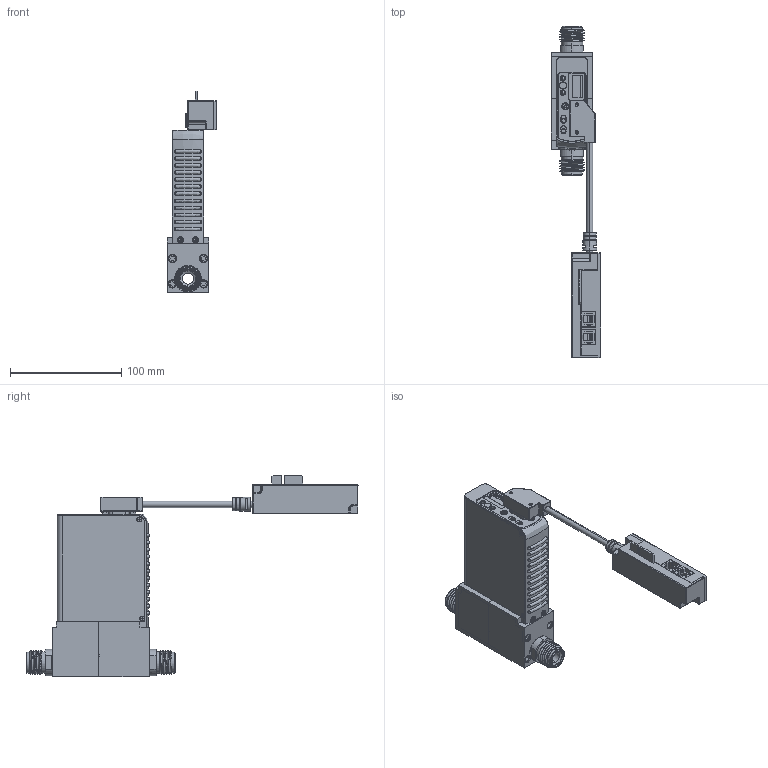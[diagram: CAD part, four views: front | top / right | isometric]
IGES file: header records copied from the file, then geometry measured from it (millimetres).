
Start section: SolidWorks IGES file using analytic representation for surfaces
Global section: file name: GF101-GF-121-GF126-V1-EX.IGS; native system: SolidWorks 2020; preprocessor: SolidWorks 2020; author: SThen; date: 210818.143700; units: inch
Bounding box: 44.82 x 298.11 x 180.9 mm (x, y, z)
Surface area: 123447.7 mm2 (no closed solid volume)
Topology: 0 solids, 0 shells, 1763 faces, 18603 edges, 18558 vertices
Faces by surface type: bspline 1103, revolution 660
